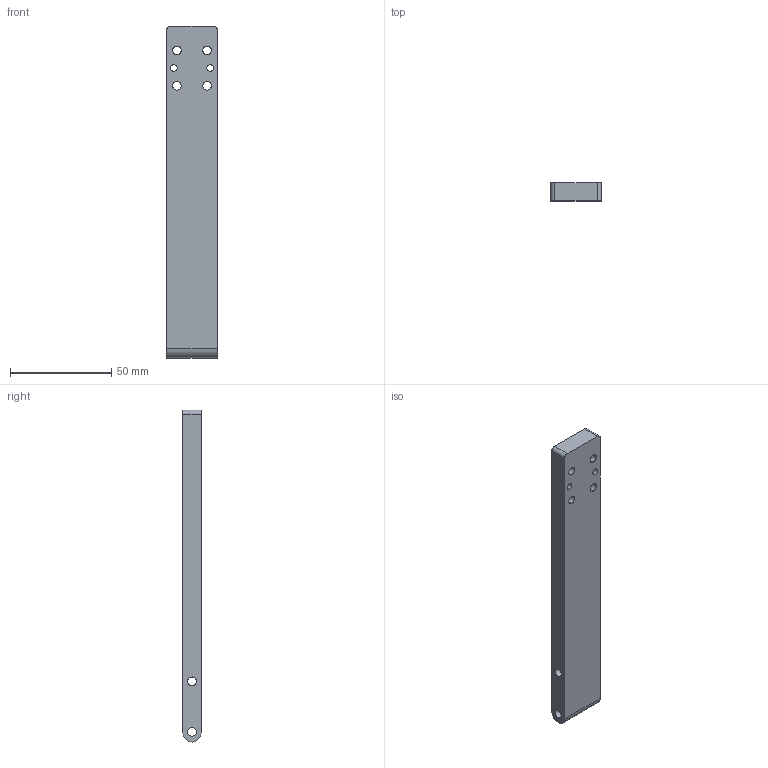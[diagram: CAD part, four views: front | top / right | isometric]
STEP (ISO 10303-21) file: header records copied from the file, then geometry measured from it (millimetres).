
FILE_DESCRIPTION (( 'STEP AP203' ), '1' );
FILE_NAME ('TIT-020-A-Bras chassis roue.STEP', '2022-05-25T11:54:34', ( '' ), ( '' ), 'SwSTEP 2.0', 'SolidWorks 2016', '' );
FILE_SCHEMA (( 'CONFIG_CONTROL_DESIGN' ));
Length unit declared in the file: millimetre
Products named in the file (1): TIT-020-A-Bras chassis roue
Bounding box: 25 x 9 x 164.1 mm (x, y, z)
Volume: 35040.2 mm3; surface area: 12564.8 mm2
Topology: 1 solids, 1 shells, 37 faces, 93 edges, 58 vertices
Faces by surface type: cylinder 20, cone 12, plane 5
Entity records: 1232 total; most frequent: DIRECTION 221, CARTESIAN_POINT 189, ORIENTED_EDGE 186, EDGE_CURVE 93, AXIS2_PLACEMENT_3D 90, VERTEX_POINT 58, EDGE_LOOP 53, CIRCLE 52
